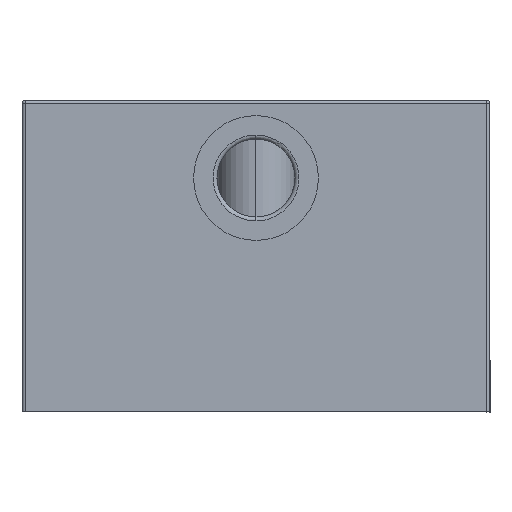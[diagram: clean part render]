
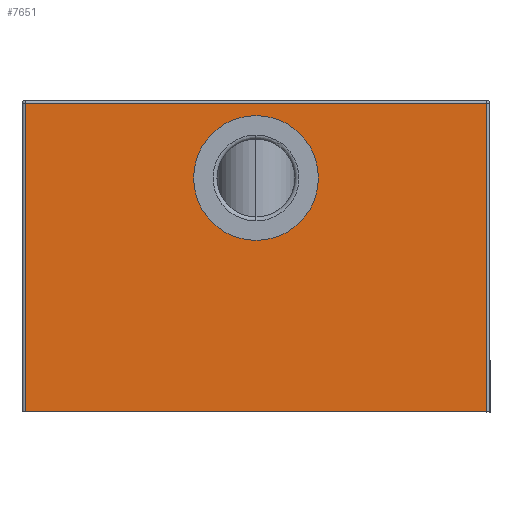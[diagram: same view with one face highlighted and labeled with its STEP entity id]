
A CAD part, left-side view. The second image highlights one B-rep face of the part: STEP entity #7651.
In plain terms, the highlighted planar face has unit normal (-1, 0, 0).
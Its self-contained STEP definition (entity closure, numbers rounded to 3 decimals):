
#97 = EDGE_LOOP ( 'NONE', ( #2941, #5572, #2130, #5282 ) ) ;
#117 = DIRECTION ( 'NONE',  ( 0., 0., 1. ) ) ;
#221 = CARTESIAN_POINT ( 'NONE',  ( -65., 14.8, 19.8 ) ) ;
#347 = ORIENTED_EDGE ( 'NONE', *, *, #3994, .F. ) ;
#600 = CARTESIAN_POINT ( 'NONE',  ( -65., 0., 15. ) ) ;
#659 = AXIS2_PLACEMENT_3D ( 'NONE', #10171, #1409, #8576 ) ;
#748 = CIRCLE ( 'NONE', #3625, 4. ) ;
#1347 = EDGE_CURVE ( 'NONE', #4527, #3058, #6654, .T. ) ;
#1383 = DIRECTION ( 'NONE',  ( -1., 0., 0. ) ) ;
#1404 = FACE_BOUND ( 'NONE', #4499, .T. ) ;
#1409 = DIRECTION ( 'NONE',  ( 1., 0., 0. ) ) ;
#1611 = DIRECTION ( 'NONE',  ( 0., -1., 0. ) ) ;
#1764 = FACE_OUTER_BOUND ( 'NONE', #97, .T. ) ;
#1837 = VERTEX_POINT ( 'NONE', #2285 ) ;
#2130 = ORIENTED_EDGE ( 'NONE', *, *, #5866, .T. ) ;
#2204 = VECTOR ( 'NONE', #8616, 1000. ) ;
#2285 = CARTESIAN_POINT ( 'NONE',  ( -65., 0., 11. ) ) ;
#2941 = ORIENTED_EDGE ( 'NONE', *, *, #9342, .F. ) ;
#2972 = CARTESIAN_POINT ( 'NONE',  ( -65., 0., 0. ) ) ;
#2990 = EDGE_CURVE ( 'NONE', #10091, #1837, #7372, .T. ) ;
#3058 = VERTEX_POINT ( 'NONE', #221 ) ;
#3276 = DIRECTION ( 'NONE',  ( -1., 0., 0. ) ) ;
#3304 = VECTOR ( 'NONE', #1611, 1000. ) ;
#3625 = AXIS2_PLACEMENT_3D ( 'NONE', #600, #1383, #9323 ) ;
#3804 = LINE ( 'NONE', #5736, #3304 ) ;
#3884 = CARTESIAN_POINT ( 'NONE',  ( -65., 14.8, 20. ) ) ;
#3994 = EDGE_CURVE ( 'NONE', #1837, #10091, #748, .T. ) ;
#4200 = ORIENTED_EDGE ( 'NONE', *, *, #2990, .F. ) ;
#4414 = CARTESIAN_POINT ( 'NONE',  ( -65., -14.8, 20. ) ) ;
#4499 = EDGE_LOOP ( 'NONE', ( #4200, #347 ) ) ;
#4527 = VERTEX_POINT ( 'NONE', #9280 ) ;
#4647 = VERTEX_POINT ( 'NONE', #4705 ) ;
#4705 = CARTESIAN_POINT ( 'NONE',  ( -65., -14.8, 19.8 ) ) ;
#5282 = ORIENTED_EDGE ( 'NONE', *, *, #8407, .F. ) ;
#5440 = PLANE ( 'NONE',  #659 ) ;
#5469 = VERTEX_POINT ( 'NONE', #7087 ) ;
#5572 = ORIENTED_EDGE ( 'NONE', *, *, #1347, .F. ) ;
#5736 = CARTESIAN_POINT ( 'NONE',  ( -65., 0., 19.8 ) ) ;
#5866 = EDGE_CURVE ( 'NONE', #4527, #5469, #6455, .T. ) ;
#6004 = VECTOR ( 'NONE', #7496, 1000. ) ;
#6455 = LINE ( 'NONE', #2972, #2204 ) ;
#6477 = CARTESIAN_POINT ( 'NONE',  ( -65., 0., 15. ) ) ;
#6654 = LINE ( 'NONE', #3884, #10115 ) ;
#7087 = CARTESIAN_POINT ( 'NONE',  ( -65., -14.8, 0. ) ) ;
#7156 = CARTESIAN_POINT ( 'NONE',  ( -65., 0., 19. ) ) ;
#7372 = CIRCLE ( 'NONE', #8909, 4. ) ;
#7496 = DIRECTION ( 'NONE',  ( 0., 0., -1. ) ) ;
#7651 = ADVANCED_FACE ( 'NONE', ( #1404, #1764 ), #5440, .F. ) ;
#8407 = EDGE_CURVE ( 'NONE', #4647, #5469, #8587, .T. ) ;
#8576 = DIRECTION ( 'NONE',  ( 0., 0., -1. ) ) ;
#8587 = LINE ( 'NONE', #4414, #6004 ) ;
#8616 = DIRECTION ( 'NONE',  ( 0., -1., 0. ) ) ;
#8909 = AXIS2_PLACEMENT_3D ( 'NONE', #6477, #3276, #117 ) ;
#9280 = CARTESIAN_POINT ( 'NONE',  ( -65., 14.8, 0. ) ) ;
#9323 = DIRECTION ( 'NONE',  ( 0., 0., 1. ) ) ;
#9342 = EDGE_CURVE ( 'NONE', #3058, #4647, #3804, .T. ) ;
#9445 = DIRECTION ( 'NONE',  ( 0., 0., 1. ) ) ;
#10091 = VERTEX_POINT ( 'NONE', #7156 ) ;
#10115 = VECTOR ( 'NONE', #9445, 1000. ) ;
#10171 = CARTESIAN_POINT ( 'NONE',  ( -65., 0., 20. ) ) ;
